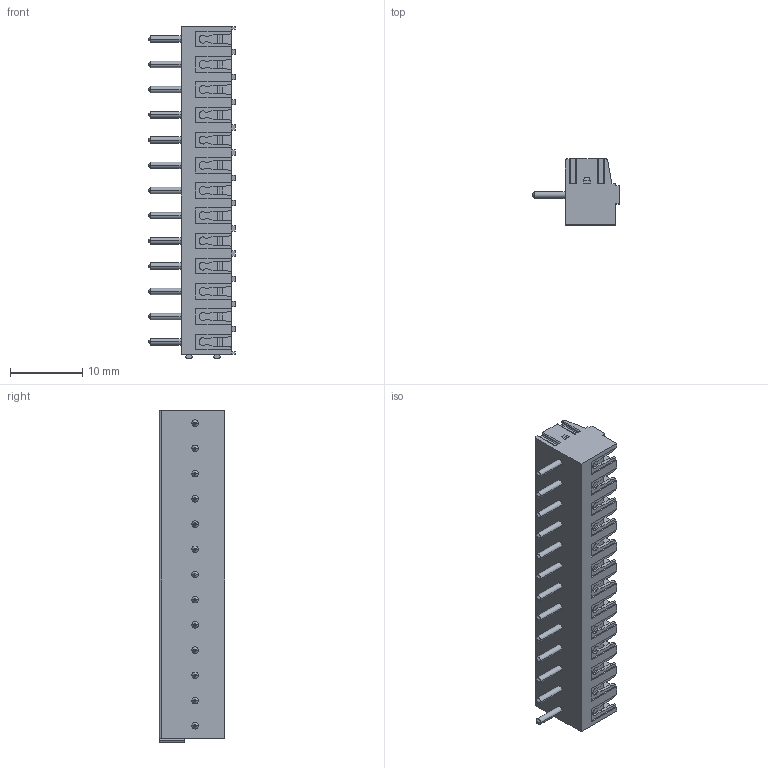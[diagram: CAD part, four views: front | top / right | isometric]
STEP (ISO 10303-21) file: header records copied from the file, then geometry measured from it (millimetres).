
FILE_DESCRIPTION((''),'2;1');
FILE_NAME('TL012R','2024-09-25T',('yanfa'),(''),'PRO/ENGINEER BY PARAMETRIC TECHNOLOGY CORPORATION, 2009280','PRO/ENGINEER BY PARAMETRIC TECHNOLOGY CORPORATION, 2009280','');
FILE_SCHEMA(('AUTOMOTIVE_DESIGN_CC2 { 1 2 10303 214 -1 1 5 2 }'));
Length unit declared in the file: millimetre
Products named in the file (1): TL012R
Bounding box: 12.05 x 9.15 x 46.08 mm (x, y, z)
Volume: 2188.2 mm3; surface area: 4517.5 mm2
Topology: 1 solids, 1 shells, 1182 faces, 3173 edges, 2046 vertices
Faces by surface type: plane 817, cylinder 235, cone 78, torus 26, extrusion 26
Entity records: 36855 total; most frequent: CARTESIAN_POINT 6919, ORIENTED_EDGE 6346, DIRECTION 6033, EDGE_CURVE 3173, VECTOR 2521, LINE 2495, VERTEX_POINT 2046, AXIS2_PLACEMENT_3D 1756
